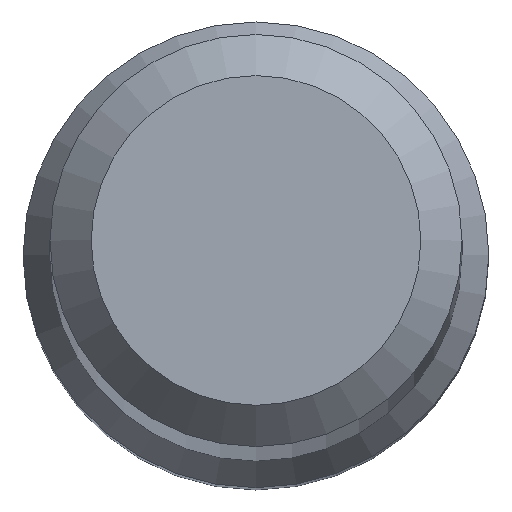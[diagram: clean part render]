
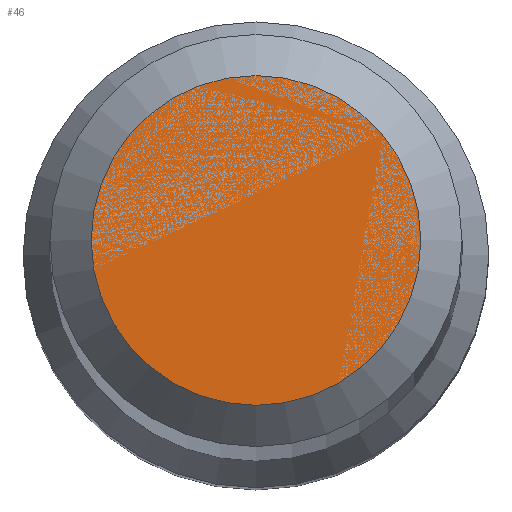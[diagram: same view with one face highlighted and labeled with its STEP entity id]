
A CAD part, top view. The second image highlights one B-rep face of the part: STEP entity #46.
In plain terms, the highlighted planar face has unit normal (0, 0, 1).
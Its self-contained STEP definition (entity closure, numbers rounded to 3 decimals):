
#46 = ADVANCED_FACE ( 'NONE', ( #106 ), #63, .F. ) ;
#63 = PLANE ( 'NONE',  #231 ) ;
#64 = DIRECTION ( 'NONE',  ( 0., 1., 0. ) ) ;
#80 = EDGE_LOOP ( 'NONE', ( #100 ) ) ;
#84 = CARTESIAN_POINT ( 'NONE',  ( 0., 0., 70. ) ) ;
#88 = CARTESIAN_POINT ( 'NONE',  ( 0., 1.2, 70. ) ) ;
#100 = ORIENTED_EDGE ( 'NONE', *, *, #272, .F. ) ;
#106 = FACE_OUTER_BOUND ( 'NONE', #80, .T. ) ;
#127 = AXIS2_PLACEMENT_3D ( 'NONE', #279, #167, #188 ) ;
#166 = VERTEX_POINT ( 'NONE', #88 ) ;
#167 = DIRECTION ( 'NONE',  ( 0., 0., -1. ) ) ;
#188 = DIRECTION ( 'NONE',  ( 0., 1., 0. ) ) ;
#231 = AXIS2_PLACEMENT_3D ( 'NONE', #84, #271, #64 ) ;
#271 = DIRECTION ( 'NONE',  ( 0., 0., -1. ) ) ;
#272 = EDGE_CURVE ( 'NONE', #166, #166, #274, .T. ) ;
#274 = CIRCLE ( 'NONE', #127, 1.2 ) ;
#279 = CARTESIAN_POINT ( 'NONE',  ( 0., 0., 70. ) ) ;
